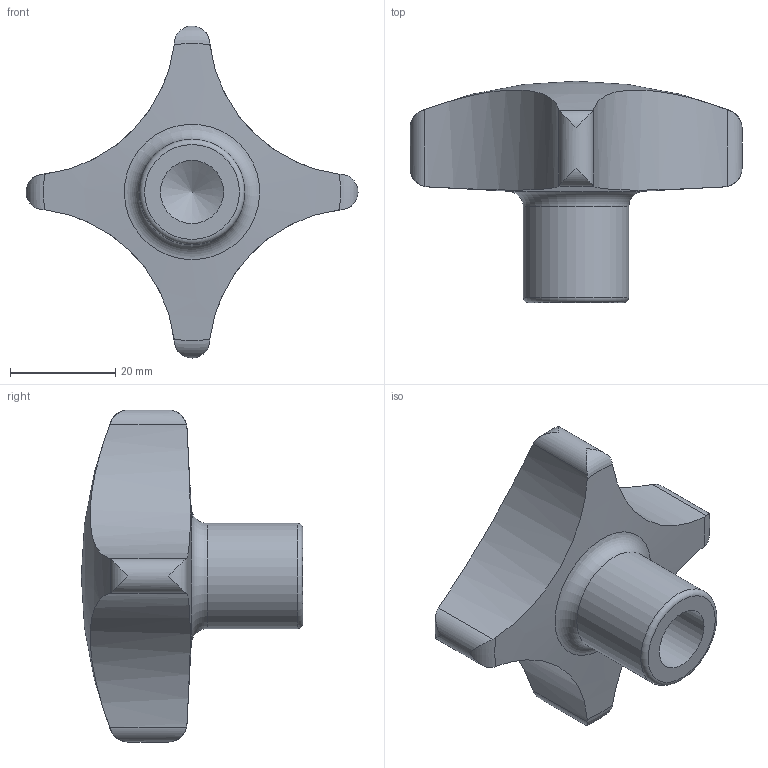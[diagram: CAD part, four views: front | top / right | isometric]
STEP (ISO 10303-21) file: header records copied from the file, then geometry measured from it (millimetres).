
FILE_DESCRIPTION( ( 'STEP AP214' ), '1' );
FILE_NAME( 'K0146.3063122_C.stp', '2020-11-25T12:46:10', ( '' ), ( '' ), ' ', 'PARTsolutions', ' ' );
FILE_SCHEMA( ( 'AUTOMOTIVE_DESIGN { 1 0 10303 214 1 1 1 1 }' ) );
Length unit declared in the file: millimetre
Products named in the file (1): _K0146.3063122_C
Bounding box: 63 x 42 x 63 mm (x, y, z)
Volume: 30581.3 mm3; surface area: 8281 mm2
Topology: 1 solids, 1 shells, 24 faces, 73 edges, 50 vertices
Faces by surface type: cylinder 10, torus 10, cone 2, sphere 1, plane 1
Full cylindrical faces by diameter (mm): 12 x1, 20 x1
Entity records: 1416 total; most frequent: CARTESIAN_POINT 663, ORIENTED_EDGE 124, DIRECTION 86, EDGE_CURVE 62, VERTEX_POINT 48, B_SPLINE_CURVE_WITH_KNOTS 40, AXIS2_PLACEMENT_3D 39, EDGE_LOOP 30
